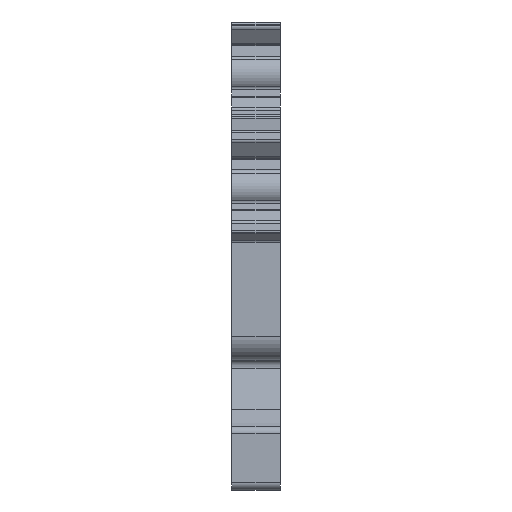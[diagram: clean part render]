
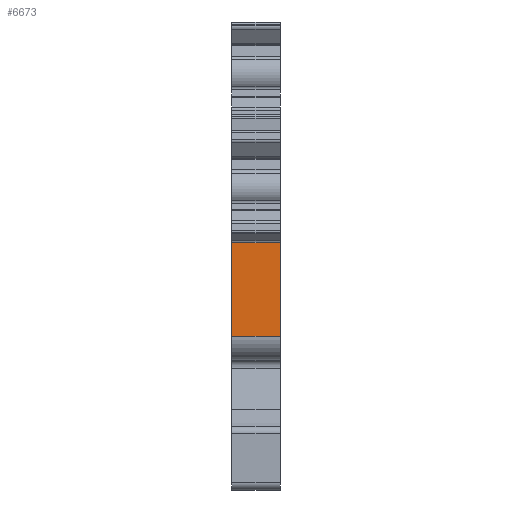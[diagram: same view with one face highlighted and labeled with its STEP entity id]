
A CAD part, left-side view. The second image highlights one B-rep face of the part: STEP entity #6673.
In plain terms, the highlighted planar face has unit normal (-1, 0, 0).
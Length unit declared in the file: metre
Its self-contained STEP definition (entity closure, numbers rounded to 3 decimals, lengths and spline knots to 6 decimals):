
#581=FACE_OUTER_BOUND('',#927,.T.);
#927=EDGE_LOOP('',(#5039,#5040,#5041,#5042));
#1308=LINE('',#10003,#1971);
#1430=LINE('',#10468,#2093);
#1574=LINE('',#10871,#2237);
#1575=LINE('',#10873,#2238);
#1971=VECTOR('',#7925,0.009754);
#2093=VECTOR('',#8285,0.009754);
#2237=VECTOR('',#8695,0.005);
#2238=VECTOR('',#8698,0.005);
#2733=VERTEX_POINT('',#10000);
#2734=VERTEX_POINT('',#10002);
#2957=VERTEX_POINT('',#10465);
#2958=VERTEX_POINT('',#10467);
#3381=EDGE_CURVE('',#2734,#2733,#1308,.T.);
#3621=EDGE_CURVE('',#2957,#2958,#1430,.T.);
#3826=EDGE_CURVE('',#2734,#2957,#1574,.T.);
#3827=EDGE_CURVE('',#2733,#2958,#1575,.T.);
#5039=ORIENTED_EDGE('',*,*,#3621,.F.);
#5040=ORIENTED_EDGE('',*,*,#3826,.F.);
#5041=ORIENTED_EDGE('',*,*,#3381,.T.);
#5042=ORIENTED_EDGE('',*,*,#3827,.T.);
#6128=PLANE('',#7289);
#6673=ADVANCED_FACE('',(#581),#6128,.T.);
#7289=AXIS2_PLACEMENT_3D('',#10872,#8696,#8697);
#7925=DIRECTION('',(0.,0.,-1.));
#8285=DIRECTION('',(0.,0.,-1.));
#8695=DIRECTION('',(0.,-1.,0.));
#8696=DIRECTION('center_axis',(-1.,0.,0.));
#8697=DIRECTION('ref_axis',(0.,0.,1.));
#8698=DIRECTION('',(0.,-1.,0.));
#10000=CARTESIAN_POINT('',(-0.0569,0.005,0.008734));
#10002=CARTESIAN_POINT('',(-0.0569,0.005,0.018488));
#10003=CARTESIAN_POINT('',(-0.0569,0.005,0.018488));
#10465=CARTESIAN_POINT('',(-0.0569,0.,0.018488));
#10467=CARTESIAN_POINT('',(-0.0569,0.,0.008734));
#10468=CARTESIAN_POINT('',(-0.0569,0.,0.018488));
#10871=CARTESIAN_POINT('',(-0.0569,0.005,0.018488));
#10872=CARTESIAN_POINT('Origin',(-0.0569,0.005,0.008734));
#10873=CARTESIAN_POINT('',(-0.0569,0.005,0.008734));
